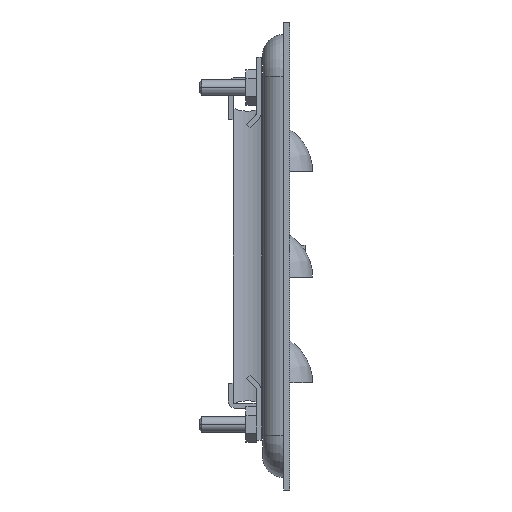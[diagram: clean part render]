
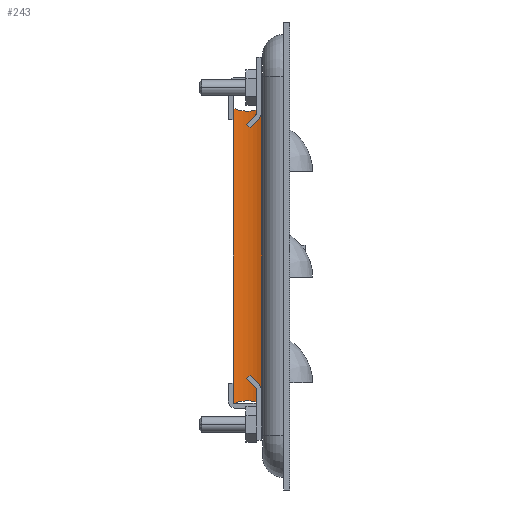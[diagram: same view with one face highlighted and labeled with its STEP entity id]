
A CAD part, left-side view. The second image highlights one B-rep face of the part: STEP entity #243.
In plain terms, the highlighted cylindrical face has radius 11.906 mm (diameter 23.812 mm), a partial arc.
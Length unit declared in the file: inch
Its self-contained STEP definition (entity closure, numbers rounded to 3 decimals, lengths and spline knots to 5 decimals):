
#144 = CARTESIAN_POINT ( 'NONE',  ( -1.5, 0.332, -1.75 ) ) ;
#243 = ADVANCED_FACE ( 'NONE', ( #768 ), #7253, .F. ) ;
#356 = CARTESIAN_POINT ( 'NONE',  ( -1.5, 0.662, 1.75 ) ) ;
#509 = CARTESIAN_POINT ( 'NONE',  ( -1.5, 0.662, 1.75 ) ) ;
#732 = AXIS2_PLACEMENT_3D ( 'NONE', #7136, #3119, #1838 ) ;
#768 = FACE_OUTER_BOUND ( 'NONE', #2515, .T. ) ;
#814 = VERTEX_POINT ( 'NONE', #2282 ) ;
#864 = CARTESIAN_POINT ( 'NONE',  ( -1.45955, 0.55445, 1.70955 ) ) ;
#910 = CARTESIAN_POINT ( 'NONE',  ( -1.5, 0.662, -1.75 ) ) ;
#944 = ORIENTED_EDGE ( 'NONE', *, *, #6842, .F. ) ;
#1550 = DIRECTION ( 'NONE',  ( 0., 0., -1. ) ) ;
#1583 = CARTESIAN_POINT ( 'NONE',  ( -1.5, 0.662, -1.75 ) ) ;
#1838 = DIRECTION ( 'NONE',  ( -1., 0., 0. ) ) ;
#2161 = CARTESIAN_POINT ( 'NONE',  ( -1.45955, 0.43955, 1.70955 ) ) ;
#2201 = LINE ( 'NONE', #1583, #2334 ) ;
#2282 = CARTESIAN_POINT ( 'NONE',  ( -1.5, 0.332, -1.75 ) ) ;
#2334 = VECTOR ( 'NONE', #1550, 39.37008 ) ;
#2515 = EDGE_LOOP ( 'NONE', ( #944, #6861, #6754, #5958 ) ) ;
#2592 = VERTEX_POINT ( 'NONE', #2984 ) ;
#2814 = VERTEX_POINT ( 'NONE', #910 ) ;
#2984 = CARTESIAN_POINT ( 'NONE',  ( -1.5, 0.332, 1.75 ) ) ;
#3038 =( BOUNDED_CURVE ( )  B_SPLINE_CURVE ( 3, ( #5101, #4516, #7429, #3873 ),
 .UNSPECIFIED., .F., .F. ) 
 B_SPLINE_CURVE_WITH_KNOTS ( ( 4, 4 ),
 ( 2.78189, 3.5013 ),
 .UNSPECIFIED. ) 
 CURVE ( )  GEOMETRIC_REPRESENTATION_ITEM ( )  RATIONAL_B_SPLINE_CURVE ( ( 1., 0.957, 0.957, 1. ) ) 
 REPRESENTATION_ITEM ( '' )  );
#3041 = EDGE_CURVE ( 'NONE', #2592, #814, #5432, .T. ) ;
#3119 = DIRECTION ( 'NONE',  ( 0., 0., 1. ) ) ;
#3733 = DIRECTION ( 'NONE',  ( 0., 0., -1. ) ) ;
#3873 = CARTESIAN_POINT ( 'NONE',  ( -1.5, 0.662, -1.75 ) ) ;
#4516 = CARTESIAN_POINT ( 'NONE',  ( -1.45955, 0.43955, -1.70955 ) ) ;
#4819 =( BOUNDED_CURVE ( )  B_SPLINE_CURVE ( 3, ( #5649, #2161, #864, #356 ),
 .UNSPECIFIED., .F., .F. ) 
 B_SPLINE_CURVE_WITH_KNOTS ( ( 4, 4 ),
 ( 2.78189, 3.5013 ),
 .UNSPECIFIED. ) 
 CURVE ( )  GEOMETRIC_REPRESENTATION_ITEM ( )  RATIONAL_B_SPLINE_CURVE ( ( 1., 0.957, 0.957, 1. ) ) 
 REPRESENTATION_ITEM ( '' )  );
#5101 = CARTESIAN_POINT ( 'NONE',  ( -1.5, 0.332, -1.75 ) ) ;
#5202 = EDGE_CURVE ( 'NONE', #2592, #6932, #4819, .T. ) ;
#5432 = LINE ( 'NONE', #144, #7242 ) ;
#5649 = CARTESIAN_POINT ( 'NONE',  ( -1.5, 0.332, 1.75 ) ) ;
#5958 = ORIENTED_EDGE ( 'NONE', *, *, #6859, .T. ) ;
#6754 = ORIENTED_EDGE ( 'NONE', *, *, #5202, .T. ) ;
#6842 = EDGE_CURVE ( 'NONE', #814, #2814, #3038, .T. ) ;
#6859 = EDGE_CURVE ( 'NONE', #6932, #2814, #2201, .T. ) ;
#6861 = ORIENTED_EDGE ( 'NONE', *, *, #3041, .F. ) ;
#6932 = VERTEX_POINT ( 'NONE', #509 ) ;
#7136 = CARTESIAN_POINT ( 'NONE',  ( -1.93875, 0.497, -1.75 ) ) ;
#7242 = VECTOR ( 'NONE', #3733, 39.37008 ) ;
#7253 = CYLINDRICAL_SURFACE ( 'NONE', #732, 0.46875 ) ;
#7429 = CARTESIAN_POINT ( 'NONE',  ( -1.45955, 0.55445, -1.70955 ) ) ;
